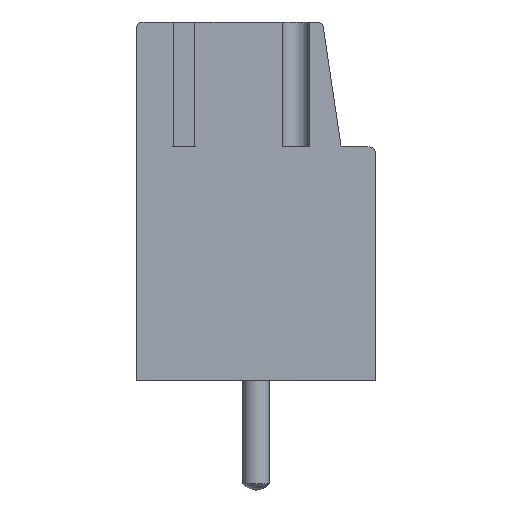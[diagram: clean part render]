
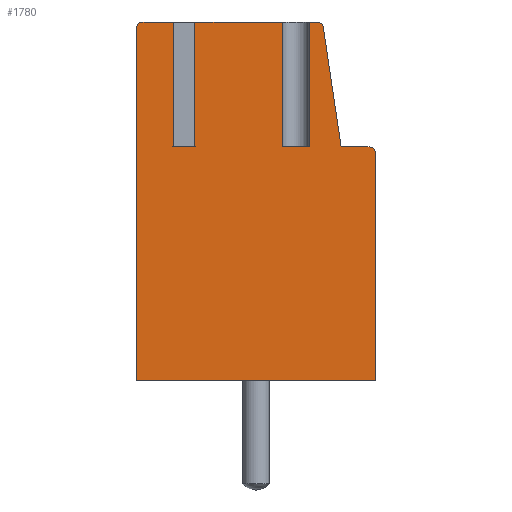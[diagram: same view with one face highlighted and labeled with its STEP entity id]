
A CAD part, left-side view. The second image highlights one B-rep face of the part: STEP entity #1780.
In plain terms, the highlighted planar face has unit normal (-1, 0, 0).
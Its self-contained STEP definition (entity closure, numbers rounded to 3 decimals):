
#1780=ADVANCED_FACE('',(#5510),#5512,.T.);
#5510=FACE_BOUND('',#5511,.T.);
#5511=EDGE_LOOP('',(#8705,#8706,#8707,#8708,#8709,#8710,#8711,#8712,#8713,#8714,
#8715,#8716,#8717,#8718,#8719,#8720,#8721));
#5512=PLANE('',#5513);
#5513=AXIS2_PLACEMENT_3D('',#5514,#5515,#5516);
#5514=CARTESIAN_POINT('',(-2.5,0.,0.));
#5515=DIRECTION('',(-1.,0.,0.));
#5516=DIRECTION('',(0.,0.,-1.));
#8705=ORIENTED_EDGE('',*,*,#10651,.T.);
#8706=ORIENTED_EDGE('',*,*,#10400,.T.);
#8707=ORIENTED_EDGE('',*,*,#10650,.T.);
#8708=ORIENTED_EDGE('',*,*,#10652,.T.);
#8709=ORIENTED_EDGE('',*,*,#10653,.T.);
#8710=ORIENTED_EDGE('',*,*,#10539,.T.);
#8711=ORIENTED_EDGE('',*,*,#10654,.T.);
#8712=ORIENTED_EDGE('',*,*,#10655,.T.);
#8713=ORIENTED_EDGE('',*,*,#10656,.T.);
#8714=ORIENTED_EDGE('',*,*,#10657,.T.);
#8715=ORIENTED_EDGE('',*,*,#10406,.T.);
#8716=ORIENTED_EDGE('',*,*,#10658,.T.);
#8717=ORIENTED_EDGE('',*,*,#10659,.T.);
#8718=ORIENTED_EDGE('',*,*,#10660,.T.);
#8719=ORIENTED_EDGE('',*,*,#10404,.T.);
#8720=ORIENTED_EDGE('',*,*,#10661,.T.);
#8721=ORIENTED_EDGE('',*,*,#10662,.T.);
#10400=EDGE_CURVE('',#11707,#11705,#11708,.T.);
#10404=EDGE_CURVE('',#11715,#11713,#11716,.T.);
#10406=EDGE_CURVE('',#11719,#11717,#11720,.T.);
#10539=EDGE_CURVE('',#11957,#11955,#11958,.T.);
#10650=EDGE_CURVE('',#11705,#12134,#12136,.T.);
#10651=EDGE_CURVE('',#12137,#11707,#12138,.F.);
#10652=EDGE_CURVE('',#12134,#12139,#12140,.T.);
#10653=EDGE_CURVE('',#12139,#11957,#12141,.T.);
#10654=EDGE_CURVE('',#11955,#12142,#12143,.T.);
#10655=EDGE_CURVE('',#12142,#12144,#12145,.T.);
#10656=EDGE_CURVE('',#12144,#12146,#12147,.T.);
#10657=EDGE_CURVE('',#12146,#11719,#12148,.T.);
#10658=EDGE_CURVE('',#11717,#12149,#12150,.F.);
#10659=EDGE_CURVE('',#12149,#12151,#12152,.T.);
#10660=EDGE_CURVE('',#12151,#11715,#12153,.T.);
#10661=EDGE_CURVE('',#11713,#12154,#12155,.F.);
#10662=EDGE_CURVE('',#12154,#12137,#12156,.T.);
#11705=VERTEX_POINT('',#13963);
#11707=VERTEX_POINT('',#13967);
#11708=LINE('',#13968,#13969);
#11713=VERTEX_POINT('',#13979);
#11715=VERTEX_POINT('',#13983);
#11716=LINE('',#13984,#13985);
#11717=VERTEX_POINT('',#13987);
#11719=VERTEX_POINT('',#13992);
#11720=LINE('',#13993,#13994);
#11955=VERTEX_POINT('',#14521);
#11957=VERTEX_POINT('',#14525);
#11958=LINE('',#14526,#14527);
#12134=VERTEX_POINT('',#14941);
#12136=CIRCLE('',#14945,0.25);
#12137=VERTEX_POINT('',#14949);
#12138=LINE('',#14950,#14951);
#12139=VERTEX_POINT('',#14953);
#12140=LINE('',#14954,#14955);
#12141=LINE('',#14957,#14958);
#12142=VERTEX_POINT('',#14960);
#12143=CIRCLE('',#14961,0.25);
#12144=VERTEX_POINT('',#14965);
#12145=LINE('',#14966,#14967);
#12146=VERTEX_POINT('',#14969);
#12147=LINE('',#14970,#14971);
#12148=CIRCLE('',#14973,0.25);
#12149=VERTEX_POINT('',#14977);
#12150=LINE('',#14978,#14979);
#12151=VERTEX_POINT('',#14981);
#12152=LINE('',#14982,#14983);
#12153=LINE('',#14985,#14986);
#12154=VERTEX_POINT('',#14988);
#12155=LINE('',#14989,#14990);
#12156=LINE('',#14992,#14993);
#13963=CARTESIAN_POINT('',(-2.5,4.25,13.5));
#13967=CARTESIAN_POINT('',(-2.5,3.1,13.5));
#13968=CARTESIAN_POINT('',(-2.5,3.1,13.5));
#13969=VECTOR('',#13970,1.);
#13970=DIRECTION('',(0.,1.,0.));
#13979=CARTESIAN_POINT('',(-2.5,2.3,13.5));
#13983=CARTESIAN_POINT('',(-2.5,-1.,13.5));
#13984=CARTESIAN_POINT('',(-2.5,-1.,13.5));
#13985=VECTOR('',#13986,1.);
#13986=DIRECTION('',(0.,1.,0.));
#13987=CARTESIAN_POINT('',(-2.5,-2.,13.5));
#13992=CARTESIAN_POINT('',(-2.5,-2.284,13.5));
#13993=CARTESIAN_POINT('',(-2.5,-2.284,13.5));
#13994=VECTOR('',#13995,1.);
#13995=DIRECTION('',(0.,1.,0.));
#14521=CARTESIAN_POINT('',(-2.5,-4.5,8.55));
#14525=CARTESIAN_POINT('',(-2.5,-4.5,0.));
#14526=CARTESIAN_POINT('',(-2.5,-4.5,0.));
#14527=VECTOR('',#14528,1.);
#14528=DIRECTION('',(0.,0.,1.));
#14941=CARTESIAN_POINT('',(-2.5,4.5,13.25));
#14945=AXIS2_PLACEMENT_3D('',#14946,#14947,#14948);
#14946=CARTESIAN_POINT('',(-2.5,4.25,13.25));
#14947=DIRECTION('',(-1.,-0.,-0.));
#14948=DIRECTION('',(0.,0.,1.));
#14949=CARTESIAN_POINT('',(-2.5,3.1,8.8));
#14950=CARTESIAN_POINT('',(-2.5,3.1,13.5));
#14951=VECTOR('',#14952,1.);
#14952=DIRECTION('',(0.,0.,-1.));
#14953=CARTESIAN_POINT('',(-2.5,4.5,0.));
#14954=CARTESIAN_POINT('',(-2.5,4.5,13.25));
#14955=VECTOR('',#14956,1.);
#14956=DIRECTION('',(0.,0.,-1.));
#14957=CARTESIAN_POINT('',(-2.5,4.5,0.));
#14958=VECTOR('',#14959,1.);
#14959=DIRECTION('',(0.,-1.,0.));
#14960=CARTESIAN_POINT('',(-2.5,-4.25,8.8));
#14961=AXIS2_PLACEMENT_3D('',#14962,#14963,#14964);
#14962=CARTESIAN_POINT('',(-2.5,-4.25,8.55));
#14963=DIRECTION('',(-1.,-0.,-0.));
#14964=DIRECTION('',(0.,-1.,0.));
#14965=CARTESIAN_POINT('',(-2.5,-3.2,8.8));
#14966=CARTESIAN_POINT('',(-2.5,-4.25,8.8));
#14967=VECTOR('',#14968,1.);
#14968=DIRECTION('',(0.,1.,0.));
#14969=CARTESIAN_POINT('',(-2.5,-2.532,13.287));
#14970=CARTESIAN_POINT('',(-2.5,-3.2,8.8));
#14971=VECTOR('',#14972,1.);
#14972=DIRECTION('',(0.,0.147,0.989));
#14973=AXIS2_PLACEMENT_3D('',#14974,#14975,#14976);
#14974=CARTESIAN_POINT('',(-2.5,-2.284,13.25));
#14975=DIRECTION('',(-1.,-0.,-0.));
#14976=DIRECTION('',(0.,-0.989,0.147));
#14977=CARTESIAN_POINT('',(-2.5,-2.,8.8));
#14978=CARTESIAN_POINT('',(-2.5,-2.,8.8));
#14979=VECTOR('',#14980,1.);
#14980=DIRECTION('',(0.,0.,1.));
#14981=CARTESIAN_POINT('',(-2.5,-1.,8.8));
#14982=CARTESIAN_POINT('',(-2.5,-2.,8.8));
#14983=VECTOR('',#14984,1.);
#14984=DIRECTION('',(0.,1.,0.));
#14985=CARTESIAN_POINT('',(-2.5,-1.,8.8));
#14986=VECTOR('',#14987,1.);
#14987=DIRECTION('',(0.,0.,1.));
#14988=CARTESIAN_POINT('',(-2.5,2.3,8.8));
#14989=CARTESIAN_POINT('',(-2.5,2.3,8.8));
#14990=VECTOR('',#14991,1.);
#14991=DIRECTION('',(0.,0.,1.));
#14992=CARTESIAN_POINT('',(-2.5,2.3,8.8));
#14993=VECTOR('',#14994,1.);
#14994=DIRECTION('',(0.,1.,0.));
